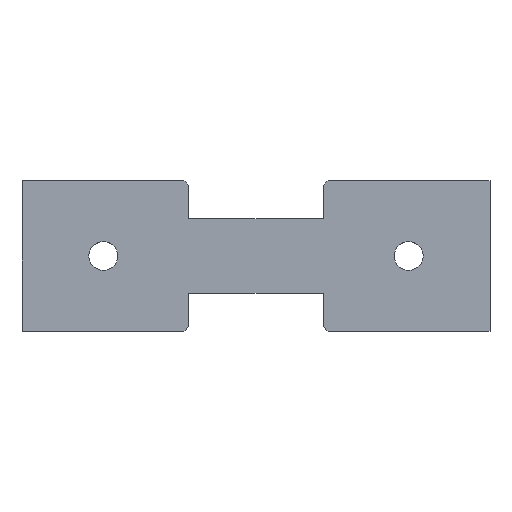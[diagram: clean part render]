
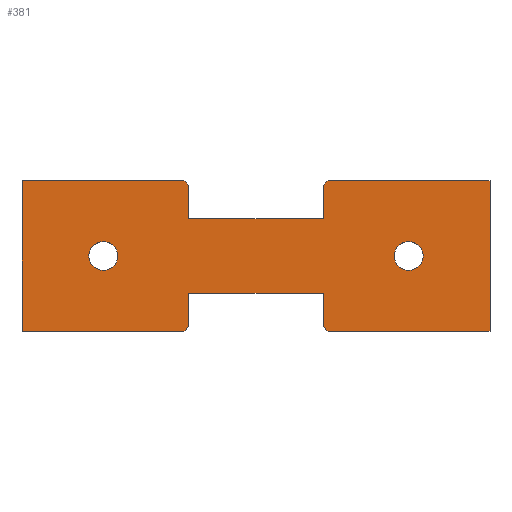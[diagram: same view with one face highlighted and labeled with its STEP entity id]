
A CAD part, top view. The second image highlights one B-rep face of the part: STEP entity #381.
In plain terms, the highlighted planar face has unit normal (0, 0, 1).
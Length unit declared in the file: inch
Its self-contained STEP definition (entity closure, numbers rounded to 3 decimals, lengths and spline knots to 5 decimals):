
#17=FACE_BOUND('',#50,.T.);
#18=FACE_BOUND('',#51,.T.);
#23=CIRCLE('',#404,0.0945);
#24=CIRCLE('',#405,0.0945);
#29=FACE_OUTER_BOUND('',#49,.T.);
#49=EDGE_LOOP('',(#265,#266,#267,#268,#269,#270,#271,#272,#273,#274,#275,
#276,#277,#278,#279,#280));
#50=EDGE_LOOP('',(#281));
#51=EDGE_LOOP('',(#282));
#73=LINE('',#527,#121);
#77=LINE('',#535,#125);
#80=LINE('',#541,#128);
#81=LINE('',#543,#129);
#82=LINE('',#545,#130);
#83=LINE('',#547,#131);
#84=LINE('',#549,#132);
#85=LINE('',#551,#133);
#86=LINE('',#553,#134);
#87=LINE('',#555,#135);
#88=LINE('',#557,#136);
#89=LINE('',#559,#137);
#90=LINE('',#561,#138);
#91=LINE('',#563,#139);
#92=LINE('',#565,#140);
#93=LINE('',#566,#141);
#121=VECTOR('',#429,0.04525);
#125=VECTOR('',#435,1.0605);
#128=VECTOR('',#440,0.218);
#129=VECTOR('',#441,0.88);
#130=VECTOR('',#442,0.218);
#131=VECTOR('',#443,0.04525);
#132=VECTOR('',#444,1.0605);
#133=VECTOR('',#445,0.988);
#134=VECTOR('',#446,1.0605);
#135=VECTOR('',#447,0.04525);
#136=VECTOR('',#448,0.218);
#137=VECTOR('',#449,0.88);
#138=VECTOR('',#450,0.218);
#139=VECTOR('',#451,0.04525);
#140=VECTOR('',#452,1.0605);
#141=VECTOR('',#453,0.988);
#169=VERTEX_POINT('',#525);
#170=VERTEX_POINT('',#526);
#173=VERTEX_POINT('',#534);
#175=VERTEX_POINT('',#540);
#176=VERTEX_POINT('',#542);
#177=VERTEX_POINT('',#544);
#178=VERTEX_POINT('',#546);
#179=VERTEX_POINT('',#548);
#180=VERTEX_POINT('',#550);
#181=VERTEX_POINT('',#552);
#182=VERTEX_POINT('',#554);
#183=VERTEX_POINT('',#556);
#184=VERTEX_POINT('',#558);
#185=VERTEX_POINT('',#560);
#186=VERTEX_POINT('',#562);
#187=VERTEX_POINT('',#564);
#188=VERTEX_POINT('',#567);
#189=VERTEX_POINT('',#569);
#205=EDGE_CURVE('',#169,#170,#73,.T.);
#209=EDGE_CURVE('',#170,#173,#77,.T.);
#212=EDGE_CURVE('',#169,#175,#80,.T.);
#213=EDGE_CURVE('',#175,#176,#81,.T.);
#214=EDGE_CURVE('',#176,#177,#82,.T.);
#215=EDGE_CURVE('',#178,#177,#83,.T.);
#216=EDGE_CURVE('',#179,#178,#84,.T.);
#217=EDGE_CURVE('',#180,#179,#85,.T.);
#218=EDGE_CURVE('',#181,#180,#86,.T.);
#219=EDGE_CURVE('',#182,#181,#87,.T.);
#220=EDGE_CURVE('',#182,#183,#88,.T.);
#221=EDGE_CURVE('',#183,#184,#89,.T.);
#222=EDGE_CURVE('',#184,#185,#90,.T.);
#223=EDGE_CURVE('',#186,#185,#91,.T.);
#224=EDGE_CURVE('',#187,#186,#92,.T.);
#225=EDGE_CURVE('',#173,#187,#93,.T.);
#226=EDGE_CURVE('',#188,#188,#23,.T.);
#227=EDGE_CURVE('',#189,#189,#24,.T.);
#265=ORIENTED_EDGE('',*,*,#205,.F.);
#266=ORIENTED_EDGE('',*,*,#212,.T.);
#267=ORIENTED_EDGE('',*,*,#213,.T.);
#268=ORIENTED_EDGE('',*,*,#214,.T.);
#269=ORIENTED_EDGE('',*,*,#215,.F.);
#270=ORIENTED_EDGE('',*,*,#216,.F.);
#271=ORIENTED_EDGE('',*,*,#217,.F.);
#272=ORIENTED_EDGE('',*,*,#218,.F.);
#273=ORIENTED_EDGE('',*,*,#219,.F.);
#274=ORIENTED_EDGE('',*,*,#220,.T.);
#275=ORIENTED_EDGE('',*,*,#221,.T.);
#276=ORIENTED_EDGE('',*,*,#222,.T.);
#277=ORIENTED_EDGE('',*,*,#223,.F.);
#278=ORIENTED_EDGE('',*,*,#224,.F.);
#279=ORIENTED_EDGE('',*,*,#225,.F.);
#280=ORIENTED_EDGE('',*,*,#209,.F.);
#281=ORIENTED_EDGE('',*,*,#226,.T.);
#282=ORIENTED_EDGE('',*,*,#227,.T.);
#363=PLANE('',#403);
#381=ADVANCED_FACE('',(#29,#17,#18),#363,.T.);
#403=AXIS2_PLACEMENT_3D('',#539,#438,#439);
#404=AXIS2_PLACEMENT_3D('',#568,#454,#455);
#405=AXIS2_PLACEMENT_3D('',#570,#456,#457);
#429=DIRECTION('',(-0.707,-0.707,0.));
#435=DIRECTION('',(-1.,0.,0.));
#438=DIRECTION('center_axis',(0.,0.,1.));
#439=DIRECTION('ref_axis',(1.,0.,0.));
#440=DIRECTION('',(0.,1.,0.));
#441=DIRECTION('',(1.,0.,0.));
#442=DIRECTION('',(0.,-1.,0.));
#443=DIRECTION('',(-0.707,0.707,0.));
#444=DIRECTION('',(-1.,0.,0.));
#445=DIRECTION('',(0.,-1.,0.));
#446=DIRECTION('',(1.,0.,0.));
#447=DIRECTION('',(0.707,0.707,0.));
#448=DIRECTION('',(0.,-1.,0.));
#449=DIRECTION('',(-1.,0.,0.));
#450=DIRECTION('',(0.,1.,0.));
#451=DIRECTION('',(0.707,-0.707,0.));
#452=DIRECTION('',(1.,0.,0.));
#453=DIRECTION('',(0.,1.,0.));
#454=DIRECTION('center_axis',(0.,0.,-1.));
#455=DIRECTION('ref_axis',(-1.,0.,0.));
#456=DIRECTION('center_axis',(0.,0.,-1.));
#457=DIRECTION('ref_axis',(1.,0.,0.));
#525=CARTESIAN_POINT('',(-0.44,-0.462,0.));
#526=CARTESIAN_POINT('',(-0.472,-0.494,0.));
#527=CARTESIAN_POINT('',(-0.2225,-0.2445,0.));
#534=CARTESIAN_POINT('',(-1.5325,-0.494,0.));
#535=CARTESIAN_POINT('',(1.5325,-0.494,0.));
#539=CARTESIAN_POINT('Origin',(0.,0.,0.));
#540=CARTESIAN_POINT('',(-0.44,-0.244,0.));
#541=CARTESIAN_POINT('',(-0.44,-0.122,0.));
#542=CARTESIAN_POINT('',(0.44,-0.244,0.));
#543=CARTESIAN_POINT('',(0.22,-0.244,0.));
#544=CARTESIAN_POINT('',(0.44,-0.462,0.));
#545=CARTESIAN_POINT('',(0.44,-0.247,0.));
#546=CARTESIAN_POINT('',(0.472,-0.494,0.));
#547=CARTESIAN_POINT('',(0.2225,-0.2445,0.));
#548=CARTESIAN_POINT('',(1.5325,-0.494,0.));
#549=CARTESIAN_POINT('',(1.5325,-0.494,0.));
#550=CARTESIAN_POINT('',(1.5325,0.494,0.));
#551=CARTESIAN_POINT('',(1.5325,0.494,0.));
#552=CARTESIAN_POINT('',(0.472,0.494,0.));
#553=CARTESIAN_POINT('',(-1.5325,0.494,0.));
#554=CARTESIAN_POINT('',(0.44,0.462,0.));
#555=CARTESIAN_POINT('',(0.2225,0.2445,0.));
#556=CARTESIAN_POINT('',(0.44,0.244,0.));
#557=CARTESIAN_POINT('',(0.44,0.247,0.));
#558=CARTESIAN_POINT('',(-0.44,0.244,0.));
#559=CARTESIAN_POINT('',(0.22,0.244,0.));
#560=CARTESIAN_POINT('',(-0.44,0.462,0.));
#561=CARTESIAN_POINT('',(-0.44,0.122,0.));
#562=CARTESIAN_POINT('',(-0.472,0.494,0.));
#563=CARTESIAN_POINT('',(-0.2225,0.2445,0.));
#564=CARTESIAN_POINT('',(-1.5325,0.494,0.));
#565=CARTESIAN_POINT('',(-1.5325,0.494,0.));
#566=CARTESIAN_POINT('',(-1.5325,-0.494,0.));
#567=CARTESIAN_POINT('',(0.9055,0.,0.));
#568=CARTESIAN_POINT('Origin',(1.,0.,0.));
#569=CARTESIAN_POINT('',(-0.9055,0.,0.));
#570=CARTESIAN_POINT('Origin',(-1.,0.,0.));
